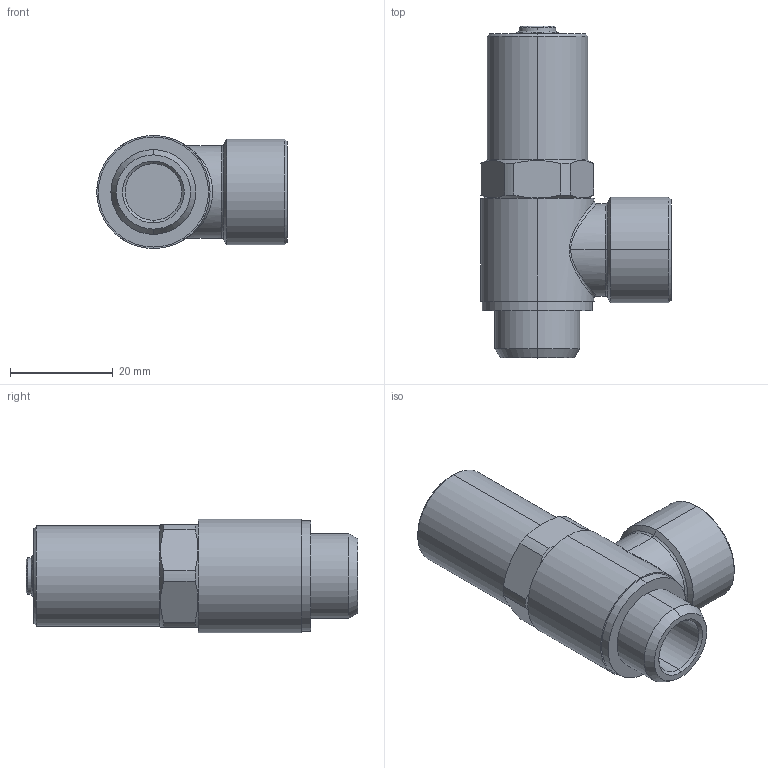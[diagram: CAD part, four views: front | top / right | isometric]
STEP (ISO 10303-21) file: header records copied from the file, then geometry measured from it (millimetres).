
FILE_DESCRIPTION (( 'STEP AP203' ), '1' );
FILE_NAME ('04400003.STEP', '2011-05-11T08:05:42', ( '' ), ( 'sopra-pneumatic' ), 'SwSTEP 2.0', 'SolidWorks 2009', '' );
FILE_SCHEMA (( 'CONFIG_CONTROL_DESIGN' ));
Length unit declared in the file: millimetre
Products named in the file (1): 04400003
Bounding box: 37 x 64.5 x 22 mm (x, y, z)
Volume: 21250.7 mm3; surface area: 7114.5 mm2
Topology: 1 solids, 3 shells, 90 faces, 201 edges, 126 vertices
Faces by surface type: cylinder 33, plane 29, cone 24, bspline 2, torus 2
Entity records: 3937 total; most frequent: CARTESIAN_POINT 1858, DIRECTION 433, ORIENTED_EDGE 402, EDGE_CURVE 201, AXIS2_PLACEMENT_3D 180, VERTEX_POINT 126, EDGE_LOOP 99, CIRCLE 91
